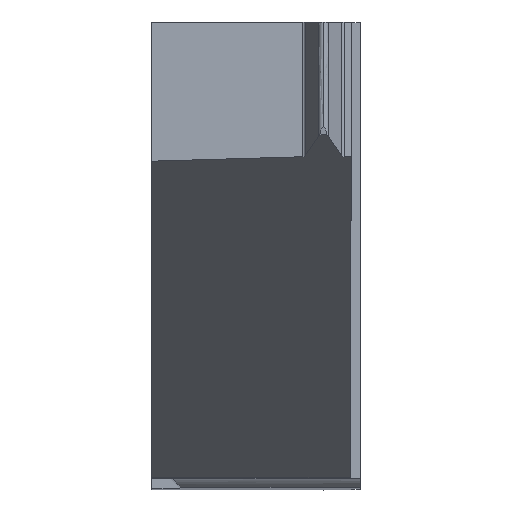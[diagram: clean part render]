
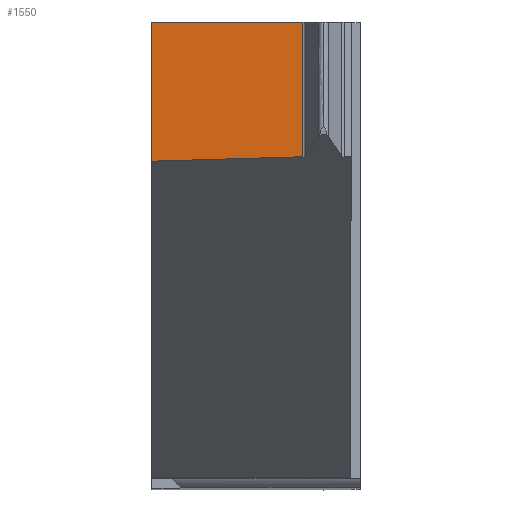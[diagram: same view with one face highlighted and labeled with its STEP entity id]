
A CAD part, top view. The second image highlights one B-rep face of the part: STEP entity #1550.
In plain terms, the highlighted planar face has unit normal (-0.035, -0.002, 0.999).
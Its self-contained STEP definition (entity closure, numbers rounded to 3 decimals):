
#8 = DIRECTION ( 'NONE',  ( 0., -1., -0.002 ) ) ;
#103 = ORIENTED_EDGE ( 'NONE', *, *, #1535, .F. ) ;
#145 = CARTESIAN_POINT ( 'NONE',  ( 0., -0.034, 19.431 ) ) ;
#178 = CARTESIAN_POINT ( 'NONE',  ( 2.607, 3.999, 19.529 ) ) ;
#182 = VERTEX_POINT ( 'NONE', #988 ) ;
#184 = DIRECTION ( 'NONE',  ( 0.999, 0., 0.035 ) ) ;
#197 = CARTESIAN_POINT ( 'NONE',  ( 3.514, 3.999, 19.561 ) ) ;
#210 = CARTESIAN_POINT ( 'NONE',  ( 2.607, 55.188, 19.618 ) ) ;
#216 = DIRECTION ( 'NONE',  ( 0., -1., -0.002 ) ) ;
#222 = VERTEX_POINT ( 'NONE', #1571 ) ;
#276 = EDGE_LOOP ( 'NONE', ( #779, #1385, #103, #1435 ) ) ;
#307 = VECTOR ( 'NONE', #1647, 1000. ) ;
#321 = LINE ( 'NONE', #832, #307 ) ;
#373 = PLANE ( 'NONE',  #837 ) ;
#424 = VECTOR ( 'NONE', #216, 1000. ) ;
#432 = LINE ( 'NONE', #145, #424 ) ;
#507 = DIRECTION ( 'NONE',  ( 0.999, 0., 0.035 ) ) ;
#541 = DIRECTION ( 'NONE',  ( -0.035, -0.002, 0.999 ) ) ;
#619 = VECTOR ( 'NONE', #8, 1000. ) ;
#630 = LINE ( 'NONE', #882, #619 ) ;
#646 = FACE_OUTER_BOUND ( 'NONE', #276, .T. ) ;
#779 = ORIENTED_EDGE ( 'NONE', *, *, #1707, .T. ) ;
#832 = CARTESIAN_POINT ( 'NONE',  ( 3.625, 1.707, 19.561 ) ) ;
#837 = AXIS2_PLACEMENT_3D ( 'NONE', #210, #541, #507 ) ;
#882 = CARTESIAN_POINT ( 'NONE',  ( 2.607, 55.188, 19.618 ) ) ;
#972 = VECTOR ( 'NONE', #184, 1000. ) ;
#975 = LINE ( 'NONE', #197, #972 ) ;
#988 = CARTESIAN_POINT ( 'NONE',  ( 2.607, 1.677, 19.525 ) ) ;
#1091 = VERTEX_POINT ( 'NONE', #178 ) ;
#1299 = EDGE_CURVE ( 'NONE', #1381, #1091, #975, .T. ) ;
#1381 = VERTEX_POINT ( 'NONE', #1402 ) ;
#1385 = ORIENTED_EDGE ( 'NONE', *, *, #1799, .T. ) ;
#1402 = CARTESIAN_POINT ( 'NONE',  ( 0., 3.999, 19.438 ) ) ;
#1435 = ORIENTED_EDGE ( 'NONE', *, *, #1299, .F. ) ;
#1535 = EDGE_CURVE ( 'NONE', #1091, #182, #630, .T. ) ;
#1550 = ADVANCED_FACE ( 'NONE', ( #646 ), #373, .T. ) ;
#1571 = CARTESIAN_POINT ( 'NONE',  ( 0., 1.601, 19.434 ) ) ;
#1647 = DIRECTION ( 'NONE',  ( 0.999, 0.029, 0.035 ) ) ;
#1707 = EDGE_CURVE ( 'NONE', #1381, #222, #432, .T. ) ;
#1799 = EDGE_CURVE ( 'NONE', #222, #182, #321, .T. ) ;
